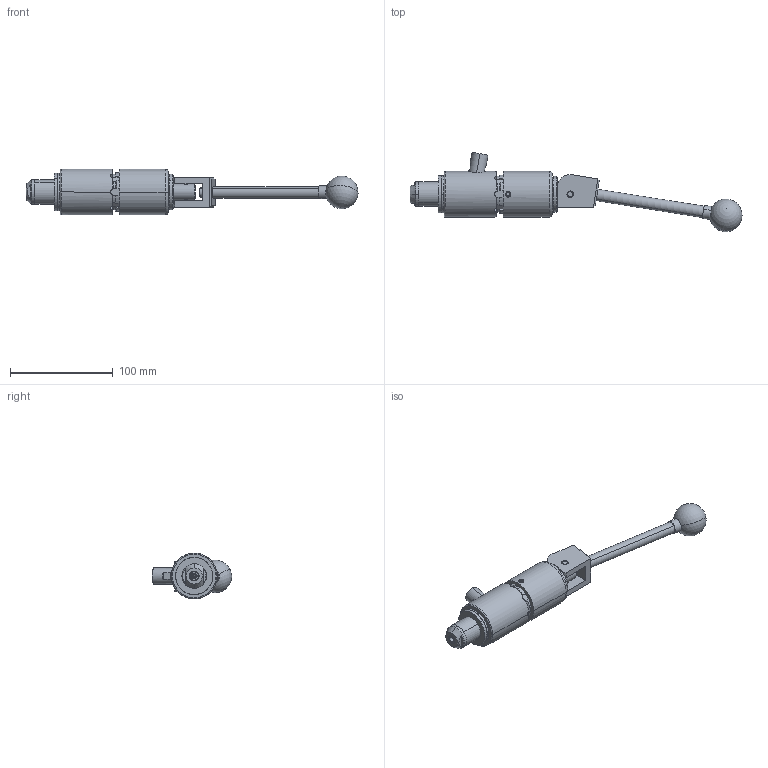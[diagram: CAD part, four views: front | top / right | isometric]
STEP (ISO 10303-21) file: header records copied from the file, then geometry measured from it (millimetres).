
FILE_DESCRIPTION (( 'STEP AP214' ), '1' );
FILE_NAME ('CTSC-003765.STEP', '2025-06-25T20:39:35', ( '' ), ( '' ), 'SwSTEP 2.0', 'SolidWorks 2023', '' );
FILE_SCHEMA (( 'AUTOMOTIVE_DESIGN' ));
Length unit declared in the file: inch
Products named in the file (1): CTSC-003765
Bounding box: 323.28 x 77.27 x 44.45 mm (x, y, z)
Volume: 231222.4 mm3; surface area: 50701.2 mm2
Topology: 9 solids, 10 shells, 321 faces, 788 edges, 502 vertices
Faces by surface type: cylinder 139, plane 114, cone 48, torus 15, bspline 3, sphere 2
Entity records: 15331 total; most frequent: CARTESIAN_POINT 3736, DIRECTION 1579, ORIENTED_EDGE 1558, EDGE_CURVE 779, AXIS2_PLACEMENT_3D 618, VERTEX_POINT 499, EDGE_LOOP 360, VECTOR 343
